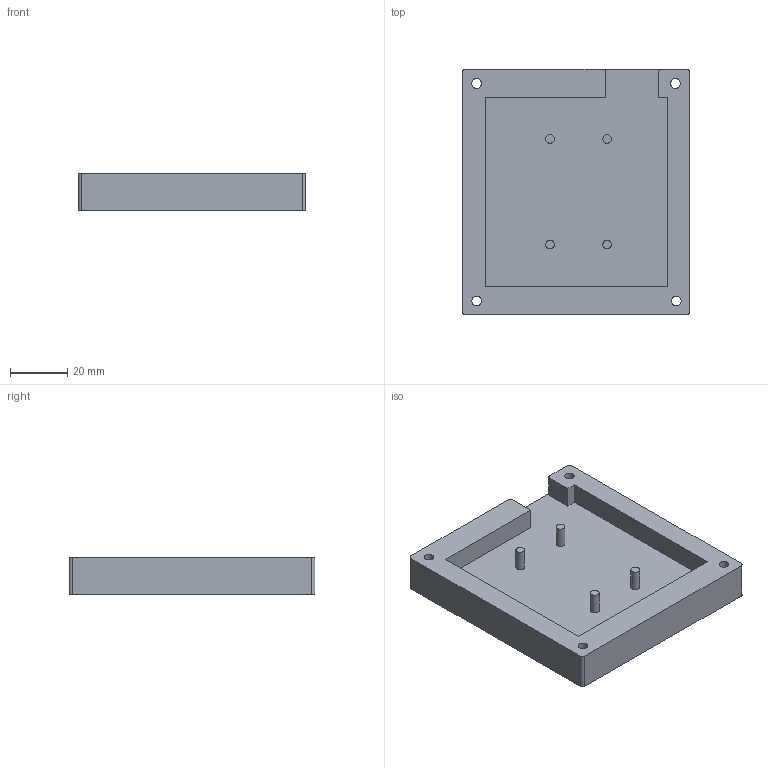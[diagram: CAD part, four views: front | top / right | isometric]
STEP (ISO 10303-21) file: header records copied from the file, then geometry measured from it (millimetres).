
FILE_DESCRIPTION(/* description */ (''),/* implementation_level */ '2;1');
FILE_NAME(/* name */ 'Bottom.step',/* time_stamp */ '2025-06-28T15:25:07-05:00',/* author */ (''),/* organization */ (''),/* preprocessor_version */ 'ST-DEVELOPER v20.1',/* originating_system */ 'Autodesk Translation Framework v14.10.0.0',/* authorisation */ '');
FILE_SCHEMA (('AUTOMOTIVE_DESIGN { 1 0 10303 214 3 1 1 }'));
Length unit declared in the file: millimetre
Products named in the file (1): 2025-06-28-15-25-06-915
Bounding box: 79.6 x 86 x 13 mm (x, y, z)
Volume: 55411 mm3; surface area: 20666 mm2
Topology: 1 solids, 1 shells, 222 faces, 609 edges, 406 vertices
Faces by surface type: bspline 139, plane 65, cylinder 18
Full cylindrical faces by diameter (mm): 3 x4, 3.4 x4, 6 x4
Entity records: 8368 total; most frequent: CARTESIAN_POINT 3601, ORIENTED_EDGE 1218, EDGE_CURVE 609, DIRECTION 535, VERTEX_POINT 406, LINE 295, VECTOR 295, B_SPLINE_CURVE_WITH_KNOTS 278
